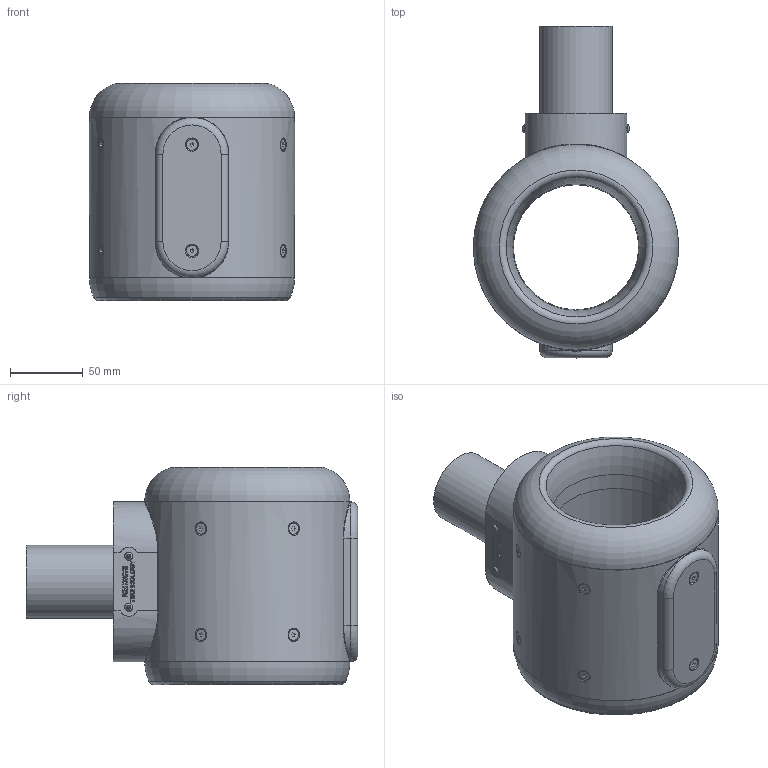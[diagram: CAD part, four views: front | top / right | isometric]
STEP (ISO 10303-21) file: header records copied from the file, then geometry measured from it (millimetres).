
FILE_DESCRIPTION (( 'STEP AP214' ), '1' );
FILE_NAME ('P-086-030-rev-E-PR.STEP', '2025-11-06T14:12:17', ( '' ), ( '' ), 'SwSTEP 2.0', 'SolidWorks 2024', '' );
FILE_SCHEMA (( 'AUTOMOTIVE_DESIGN' ));
Length unit declared in the file: millimetre
Products named in the file (1): P-086-030-rev-E-PR
Bounding box: 141 x 228 x 149.18 mm (x, y, z)
Volume: 1653273.3 mm3; surface area: 137584.8 mm2
Topology: 1 solids, 2 shells, 684 faces, 1750 edges, 1142 vertices
Faces by surface type: plane 461, bspline 143, cylinder 48, cone 20, torus 8, sphere 4
Full cylindrical faces by diameter (mm): 5.7 x4, 7.64 x10, 8.5 x6, 50 x1, 86 x1
Entity records: 31261 total; most frequent: CARTESIAN_POINT 9525, ORIENTED_EDGE 3336, DIRECTION 2241, EDGE_CURVE 1668, VERTEX_POINT 1114, VECTOR 875, LINE 875, EDGE_LOOP 812
